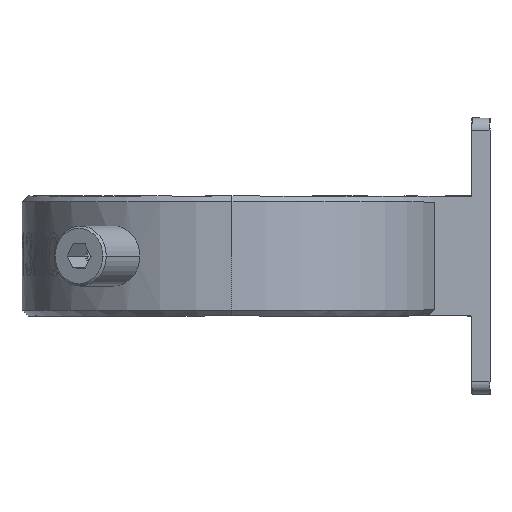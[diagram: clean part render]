
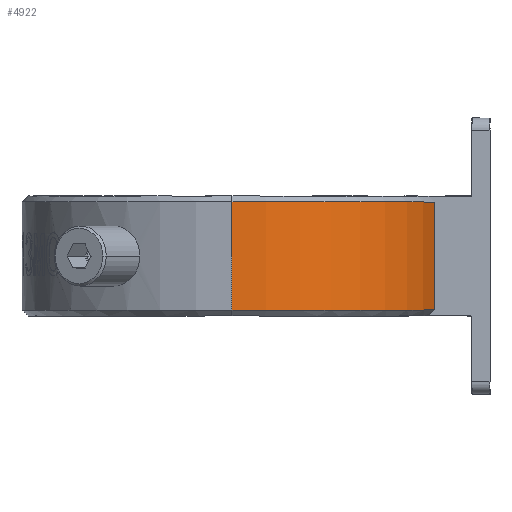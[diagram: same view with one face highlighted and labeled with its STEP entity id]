
A CAD part, left-side view. The second image highlights one B-rep face of the part: STEP entity #4922.
In plain terms, the highlighted cylindrical face has radius 17.5 mm (diameter 35 mm), a partial arc.
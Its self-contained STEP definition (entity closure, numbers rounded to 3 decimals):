
#133 = LINE ( 'NONE', #7532, #8357 ) ;
#784 = CYLINDRICAL_SURFACE ( 'NONE', #7181, 17.5 ) ;
#1108 = CARTESIAN_POINT ( 'NONE',  ( 0.644, -10.208, 34.5 ) ) ;
#1282 = EDGE_CURVE ( 'NONE', #1395, #4575, #133, .T. ) ;
#1395 = VERTEX_POINT ( 'NONE', #7567 ) ;
#1470 = EDGE_CURVE ( 'NONE', #4575, #3533, #3392, .T. ) ;
#1928 = CARTESIAN_POINT ( 'NONE',  ( 5.144, 6.704, 43.5 ) ) ;
#2297 = CIRCLE ( 'NONE', #6724, 17.5 ) ;
#2545 = VERTEX_POINT ( 'NONE', #5782 ) ;
#2738 = DIRECTION ( 'NONE',  ( -1., 0., 0. ) ) ;
#2766 = EDGE_CURVE ( 'NONE', #2545, #1395, #2297, .T. ) ;
#2783 = DIRECTION ( 'NONE',  ( 0., 0., -1. ) ) ;
#2881 = DIRECTION ( 'NONE',  ( 0., 0., -1. ) ) ;
#3017 = ORIENTED_EDGE ( 'NONE', *, *, #2766, .F. ) ;
#3392 = CIRCLE ( 'NONE', #4786, 17.5 ) ;
#3533 = VERTEX_POINT ( 'NONE', #6074 ) ;
#4012 = EDGE_CURVE ( 'NONE', #2545, #3533, #5184, .T. ) ;
#4309 = ORIENTED_EDGE ( 'NONE', *, *, #4012, .T. ) ;
#4575 = VERTEX_POINT ( 'NONE', #1108 ) ;
#4786 = AXIS2_PLACEMENT_3D ( 'NONE', #7627, #2881, #8424 ) ;
#4922 = ADVANCED_FACE ( 'NONE', ( #7115 ), #784, .T. ) ;
#5184 = LINE ( 'NONE', #5773, #7003 ) ;
#5773 = CARTESIAN_POINT ( 'NONE',  ( -12.356, 6.704, 43.5 ) ) ;
#5782 = CARTESIAN_POINT ( 'NONE',  ( -12.356, 6.704, 43.5 ) ) ;
#6074 = CARTESIAN_POINT ( 'NONE',  ( -12.356, 6.704, 34.5 ) ) ;
#6559 = DIRECTION ( 'NONE',  ( 0., 0., -1. ) ) ;
#6724 = AXIS2_PLACEMENT_3D ( 'NONE', #1928, #7482, #2738 ) ;
#6857 = DIRECTION ( 'NONE',  ( 0., 0., -1. ) ) ;
#7003 = VECTOR ( 'NONE', #6559, 1000. ) ;
#7115 = FACE_OUTER_BOUND ( 'NONE', #8895, .T. ) ;
#7181 = AXIS2_PLACEMENT_3D ( 'NONE', #7671, #6857, #8459 ) ;
#7482 = DIRECTION ( 'NONE',  ( 0., 0., 1. ) ) ;
#7532 = CARTESIAN_POINT ( 'NONE',  ( 0.644, -10.208, 39. ) ) ;
#7567 = CARTESIAN_POINT ( 'NONE',  ( 0.644, -10.208, 43.5 ) ) ;
#7627 = CARTESIAN_POINT ( 'NONE',  ( 5.144, 6.704, 34.5 ) ) ;
#7671 = CARTESIAN_POINT ( 'NONE',  ( 5.144, 6.704, 43.5 ) ) ;
#7740 = ORIENTED_EDGE ( 'NONE', *, *, #1282, .F. ) ;
#8357 = VECTOR ( 'NONE', #2783, 1000. ) ;
#8424 = DIRECTION ( 'NONE',  ( -1., 0., 0. ) ) ;
#8459 = DIRECTION ( 'NONE',  ( -1., 0., 0. ) ) ;
#8895 = EDGE_LOOP ( 'NONE', ( #3017, #4309, #9262, #7740 ) ) ;
#9262 = ORIENTED_EDGE ( 'NONE', *, *, #1470, .F. ) ;
